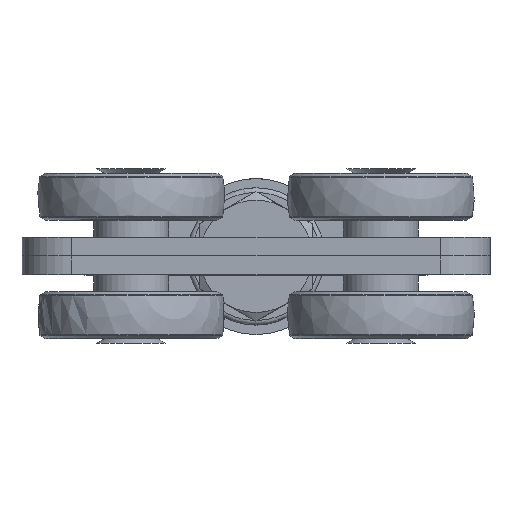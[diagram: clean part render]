
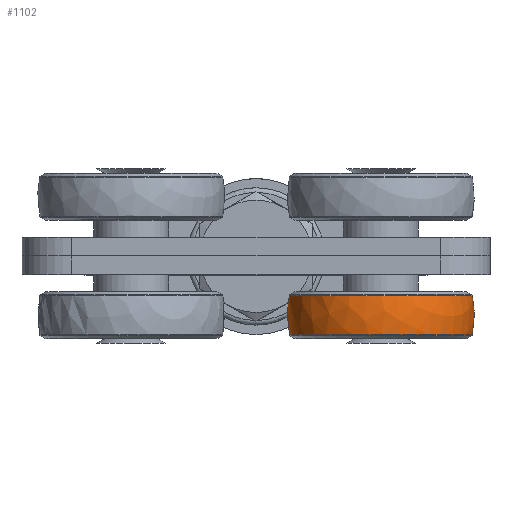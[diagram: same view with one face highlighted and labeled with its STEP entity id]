
A CAD part, top view. The second image highlights one B-rep face of the part: STEP entity #1102.
In plain terms, the highlighted spherical face has radius 30 mm.
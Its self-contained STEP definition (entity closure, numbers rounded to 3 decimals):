
#1102=ADVANCED_FACE('NONE',(#2029,#2030),#2031,.T.);
#2029=FACE_OUTER_BOUND('',#3191,.T.);
#2030=FACE_OUTER_BOUND('',#3192,.T.);
#2031=SPHERICAL_SURFACE('',#3193,30.);
#3191=EDGE_LOOP('',(#4591));
#3192=EDGE_LOOP('',(#4592));
#3193=AXIS2_PLACEMENT_3D('',#4593,#4594,#4595);
#4591=ORIENTED_EDGE('',*,*,#6898,.T.);
#4592=ORIENTED_EDGE('',*,*,#6694,.T.);
#4593=CARTESIAN_POINT('',(10.24,106.076,86.454));
#4594=DIRECTION('',(0.529,0.707,0.469));
#4595=DIRECTION('',(-0.065,0.584,-0.809));
#6694=EDGE_CURVE('NONE',#7655,#7655,#7656,.T.);
#6898=EDGE_CURVE('NONE',#8011,#8011,#8012,.T.);
#7655=VERTEX_POINT('',#9093);
#7656=CIRCLE('',#9094,29.343);
#8011=VERTEX_POINT('',#9645);
#8012=CIRCLE('',#9646,29.343);
#9093=CARTESIAN_POINT('',(39.583,112.321,86.454));
#9094=AXIS2_PLACEMENT_3D('',#11720,#11721,#11722);
#9645=CARTESIAN_POINT('',(39.583,99.83,86.454));
#9646=AXIS2_PLACEMENT_3D('',#12031,#12032,#12033);
#11720=CARTESIAN_POINT('',(10.24,112.321,86.454));
#11721=DIRECTION('',(0.,-1.,0.));
#11722=DIRECTION('',(1.,0.,0.));
#12031=CARTESIAN_POINT('',(10.24,99.83,86.454));
#12032=DIRECTION('',(0.,1.,0.));
#12033=DIRECTION('',(1.,0.,0.));
